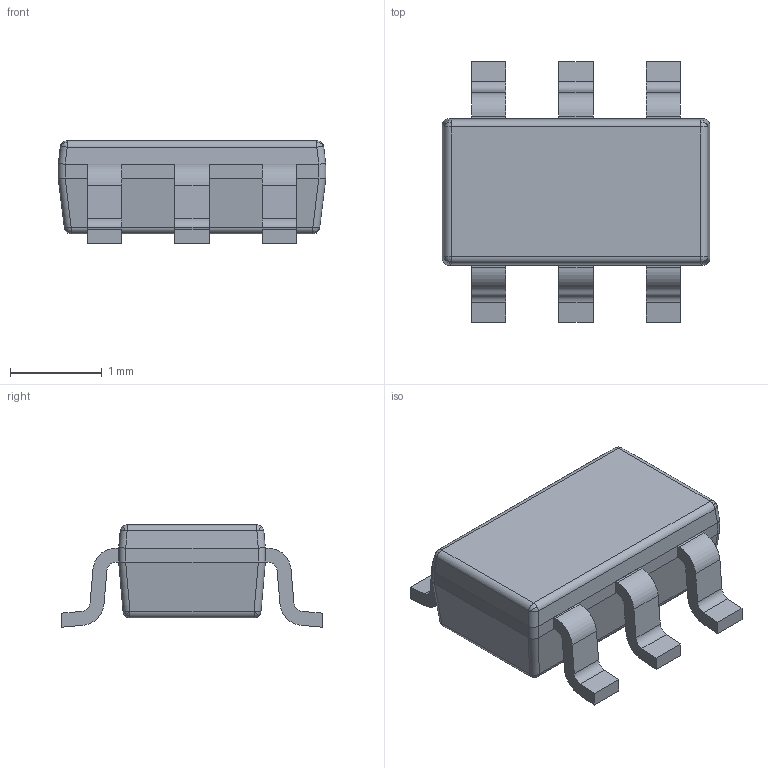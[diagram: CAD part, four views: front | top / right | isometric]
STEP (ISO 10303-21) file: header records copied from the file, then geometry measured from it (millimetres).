
FILE_DESCRIPTION (( 'STEP AP203' ), '1' );
FILE_NAME ('SOT-23-6.STEP', '2016-09-02T19:23:55', ( '' ), ( '' ), 'SwSTEP 2.0', 'SolidWorks 2016', '' );
FILE_SCHEMA (( 'CONFIG_CONTROL_DESIGN' ));
Length unit declared in the file: metre
Products named in the file (3): SOT-23-6; LEAD_MF06A; BODY_MF06A
Assembly tree (7 placements, depth 2):
  SOT-23-6
    BODY_MF06A
    LEAD_MF06A  x6
Bounding box: 2.92 x 2.84 x 1.12 mm (x, y, z)
Volume: 4.9 mm3; surface area: 24.9 mm2
Topology: 7 solids, 7 shells, 134 faces, 336 edges, 200 vertices
Faces by surface type: plane 74, cylinder 44, bspline 16
Entity records: 2465 total; most frequent: CARTESIAN_POINT 654, DIRECTION 304, ORIENTED_EDGE 280, EDGE_CURVE 140, AXIS2_PLACEMENT_3D 114, VERTEX_POINT 80, LINE 76, VECTOR 76
